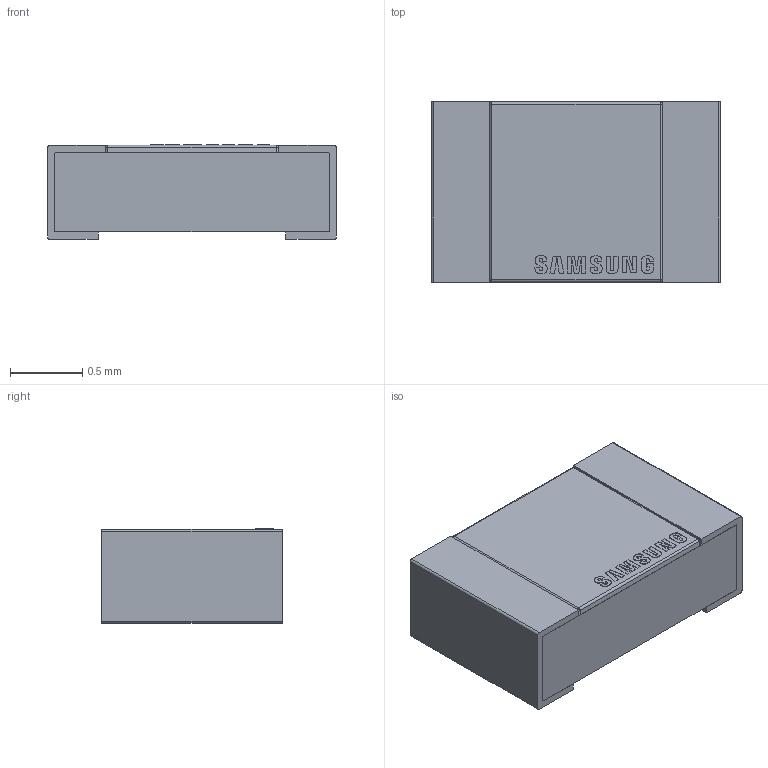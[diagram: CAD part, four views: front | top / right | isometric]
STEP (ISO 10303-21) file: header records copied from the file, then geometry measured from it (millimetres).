
FILE_DESCRIPTION(/* description */ (''),/* implementation_level */ '2;1');
FILE_NAME(/* name */ 'Samsung RC2012F470CS - Res Thick Film 0805 47 Ohm 1% 1÷8W ±100ppm°C Molded SMD SMD TR.stp',/* time_stamp */ '2020-06-09T20:30:43-04:00',/* author */ ('Ricardo'),/* organization */ (''),/* preprocessor_version */ 'ST-DEVELOPER v18.1',/* originating_system */ 'Autodesk Inventor 2021',/* authorisation */ '');
FILE_SCHEMA (('AUTOMOTIVE_DESIGN { 1 0 10303 214 3 1 1 }'));
Length unit declared in the file: millimetre
Products named in the file (5): Vishay PCAN0805E2002BST5 - Chip Resistor 0805 (2012 Metric); terminals; body; top; logo
Assembly tree (4 placements, depth 2):
  Vishay PCAN0805E2002BST5 - Chip Resistor 0805 (2012 Metric)
    terminals
    body
    top
    logo
Bounding box: 2 x 1.25 x 0.65 mm (x, y, z)
Volume: 1.5 mm3; surface area: 18.5 mm2
Topology: 11 solids, 11 shells, 190 faces, 492 edges, 324 vertices
Faces by surface type: plane 112, bspline 47, cylinder 27, sphere 4
Entity records: 6128 total; most frequent: CARTESIAN_POINT 1418, ORIENTED_EDGE 984, DIRECTION 860, EDGE_CURVE 492, LINE 344, VECTOR 344, VERTEX_POINT 324, AXIS2_PLACEMENT_3D 258
